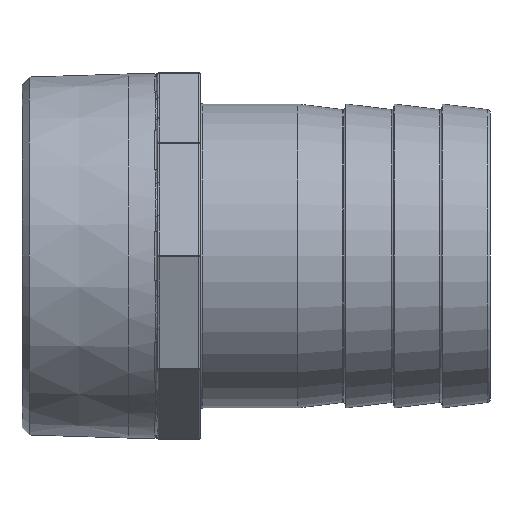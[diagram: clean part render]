
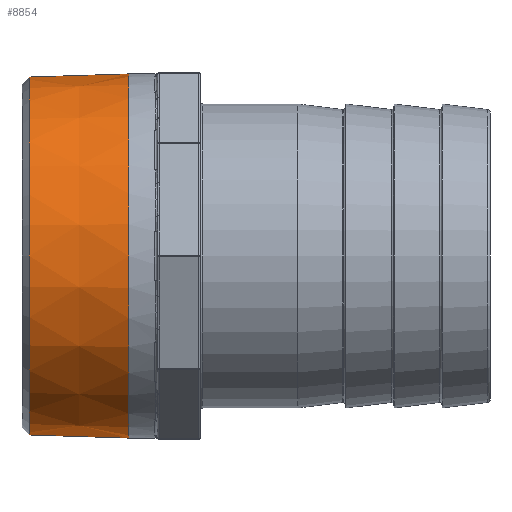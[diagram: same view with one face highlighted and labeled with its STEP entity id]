
A CAD part, front view. The second image highlights one B-rep face of the part: STEP entity #8854.
In plain terms, the highlighted conical face has half-angle 1.79 degrees and reference radius 37.734 mm.
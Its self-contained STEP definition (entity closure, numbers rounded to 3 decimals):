
#34 = DIRECTION ( 'NONE',  ( 0., 0., -1. ) ) ;
#441 = LINE ( 'NONE', #16420, #5852 ) ;
#828 = DIRECTION ( 'NONE',  ( 1., 0., 0.031 ) ) ;
#887 = ORIENTED_EDGE ( 'NONE', *, *, #9793, .T. ) ;
#1546 = CARTESIAN_POINT ( 'NONE',  ( 0., 0., -37.734 ) ) ;
#2410 = EDGE_LOOP ( 'NONE', ( #6674, #5825, #11507, #887 ) ) ;
#3263 = CIRCLE ( 'NONE', #11770, 37.734 ) ;
#3374 = DIRECTION ( 'NONE',  ( 0., 0., 1. ) ) ;
#3510 = VERTEX_POINT ( 'NONE', #15193 ) ;
#4074 = VERTEX_POINT ( 'NONE', #11585 ) ;
#5825 = ORIENTED_EDGE ( 'NONE', *, *, #19693, .F. ) ;
#5852 = VECTOR ( 'NONE', #828, 1000. ) ;
#6162 = CARTESIAN_POINT ( 'NONE',  ( 0., 0., 0. ) ) ;
#6180 = VECTOR ( 'NONE', #19028, 1000. ) ;
#6383 = DIRECTION ( 'NONE',  ( -1., 0., 0. ) ) ;
#6674 = ORIENTED_EDGE ( 'NONE', *, *, #16743, .F. ) ;
#7515 = VERTEX_POINT ( 'NONE', #15202 ) ;
#7646 = DIRECTION ( 'NONE',  ( 1., 0., 0. ) ) ;
#8854 = ADVANCED_FACE ( 'NONE', ( #15937 ), #13005, .T. ) ;
#8873 = CIRCLE ( 'NONE', #11392, 37.091 ) ;
#9793 = EDGE_CURVE ( 'NONE', #7515, #3510, #3263, .T. ) ;
#10325 = EDGE_CURVE ( 'NONE', #4074, #7515, #12260, .T. ) ;
#11392 = AXIS2_PLACEMENT_3D ( 'NONE', #14344, #6383, #3374 ) ;
#11507 = ORIENTED_EDGE ( 'NONE', *, *, #10325, .T. ) ;
#11585 = CARTESIAN_POINT ( 'NONE',  ( -20.592, 0., -37.091 ) ) ;
#11770 = AXIS2_PLACEMENT_3D ( 'NONE', #12225, #17128, #19937 ) ;
#12100 = CARTESIAN_POINT ( 'NONE',  ( -20.592, 0., 37.091 ) ) ;
#12225 = CARTESIAN_POINT ( 'NONE',  ( 0., 0., 0. ) ) ;
#12260 = LINE ( 'NONE', #1546, #6180 ) ;
#13005 = CONICAL_SURFACE ( 'NONE', #19209, 37.734, 0.031 ) ;
#14344 = CARTESIAN_POINT ( 'NONE',  ( -20.592, 0., 0. ) ) ;
#15193 = CARTESIAN_POINT ( 'NONE',  ( 0., 0., 37.734 ) ) ;
#15202 = CARTESIAN_POINT ( 'NONE',  ( 0., 0., -37.734 ) ) ;
#15821 = VERTEX_POINT ( 'NONE', #12100 ) ;
#15937 = FACE_OUTER_BOUND ( 'NONE', #2410, .T. ) ;
#16420 = CARTESIAN_POINT ( 'NONE',  ( 0., 0., 37.734 ) ) ;
#16743 = EDGE_CURVE ( 'NONE', #15821, #3510, #441, .T. ) ;
#17128 = DIRECTION ( 'NONE',  ( -1., 0., 0. ) ) ;
#19028 = DIRECTION ( 'NONE',  ( 1., 0., -0.031 ) ) ;
#19209 = AXIS2_PLACEMENT_3D ( 'NONE', #6162, #7646, #34 ) ;
#19693 = EDGE_CURVE ( 'NONE', #4074, #15821, #8873, .T. ) ;
#19937 = DIRECTION ( 'NONE',  ( 0., 0., 1. ) ) ;
